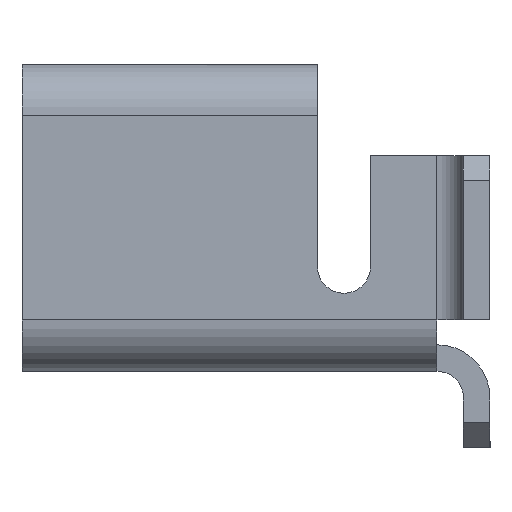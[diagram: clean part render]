
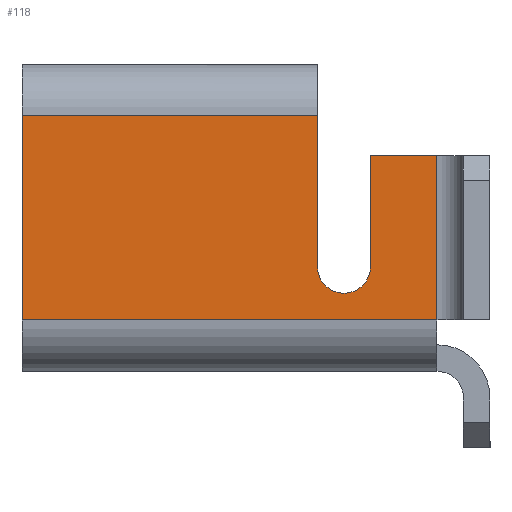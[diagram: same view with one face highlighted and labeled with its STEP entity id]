
A CAD part, left-side view. The second image highlights one B-rep face of the part: STEP entity #118.
In plain terms, the highlighted planar face has unit normal (-1, 0, 0).
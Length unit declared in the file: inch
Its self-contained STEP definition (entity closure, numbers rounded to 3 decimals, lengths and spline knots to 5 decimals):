
#13 = ORIENTED_EDGE ( 'NONE', *, *, #849, .F. ) ;
#72 = VERTEX_POINT ( 'NONE', #808 ) ;
#118 = ADVANCED_FACE ( 'NONE', ( #4332 ), #4395, .F. ) ;
#175 = VECTOR ( 'NONE', #611, 39.37008 ) ;
#281 = DIRECTION ( 'NONE',  ( 0., 0., 1. ) ) ;
#333 = CARTESIAN_POINT ( 'NONE',  ( -0.075, 0.4, 0.154 ) ) ;
#493 = VERTEX_POINT ( 'NONE', #2296 ) ;
#518 = VECTOR ( 'NONE', #842, 39.37008 ) ;
#611 = DIRECTION ( 'NONE',  ( 0., 1., 0. ) ) ;
#620 = VERTEX_POINT ( 'NONE', #2824 ) ;
#643 = LINE ( 'NONE', #2843, #518 ) ;
#718 = DIRECTION ( 'NONE',  ( 1., 0., 0. ) ) ;
#785 = CARTESIAN_POINT ( 'NONE',  ( -0.075, 0.15, 0.13006 ) ) ;
#786 = AXIS2_PLACEMENT_3D ( 'NONE', #3656, #3644, #3614 ) ;
#808 = CARTESIAN_POINT ( 'NONE',  ( -0.075, 0.222, 0.154 ) ) ;
#842 = DIRECTION ( 'NONE',  ( 0., 1., 0. ) ) ;
#849 = EDGE_CURVE ( 'NONE', #2808, #72, #3732, .T. ) ;
#914 = DIRECTION ( 'NONE',  ( 0., 0., 1. ) ) ;
#1075 = DIRECTION ( 'NONE',  ( 0., -1., 0. ) ) ;
#1091 = CARTESIAN_POINT ( 'NONE',  ( -0.075, 0.4, 0.154 ) ) ;
#1139 = VECTOR ( 'NONE', #1075, 39.37008 ) ;
#1189 = LINE ( 'NONE', #2304, #175 ) ;
#1220 = CARTESIAN_POINT ( 'NONE',  ( -0.075, 0.19, 0.06306 ) ) ;
#1237 = CARTESIAN_POINT ( 'NONE',  ( -0.075, 0.222, 0.06306 ) ) ;
#1344 = ORIENTED_EDGE ( 'NONE', *, *, #2947, .F. ) ;
#1363 = EDGE_CURVE ( 'NONE', #2233, #3337, #643, .T. ) ;
#1426 = CARTESIAN_POINT ( 'NONE',  ( -0.075, 0.19, 0.13006 ) ) ;
#1455 = CARTESIAN_POINT ( 'NONE',  ( -0.075, 0.15, 0.031 ) ) ;
#1622 = EDGE_CURVE ( 'NONE', #3337, #2871, #4100, .T. ) ;
#1634 = ORIENTED_EDGE ( 'NONE', *, *, #2662, .T. ) ;
#1716 = DIRECTION ( 'NONE',  ( 1., 0., 0. ) ) ;
#1722 = EDGE_CURVE ( 'NONE', #2871, #493, #2176, .T. ) ;
#1932 = ORIENTED_EDGE ( 'NONE', *, *, #3006, .F. ) ;
#1939 = AXIS2_PLACEMENT_3D ( 'NONE', #2737, #718, #3085 ) ;
#2042 = EDGE_CURVE ( 'NONE', #2233, #3366, #3301, .T. ) ;
#2101 = VECTOR ( 'NONE', #914, 39.37008 ) ;
#2104 = VERTEX_POINT ( 'NONE', #1237 ) ;
#2176 = CIRCLE ( 'NONE', #1939, 0.016 ) ;
#2232 = EDGE_LOOP ( 'NONE', ( #2694, #2396, #1634, #13, #1344, #1932, #2833, #2620, #2702 ) ) ;
#2233 = VERTEX_POINT ( 'NONE', #785 ) ;
#2296 = CARTESIAN_POINT ( 'NONE',  ( -0.075, 0.206, 0.04706 ) ) ;
#2304 = CARTESIAN_POINT ( 'NONE',  ( -0.075, 0.5281, 0.031 ) ) ;
#2396 = ORIENTED_EDGE ( 'NONE', *, *, #3498, .T. ) ;
#2586 = VECTOR ( 'NONE', #281, 39.37008 ) ;
#2620 = ORIENTED_EDGE ( 'NONE', *, *, #1363, .T. ) ;
#2662 = EDGE_CURVE ( 'NONE', #2104, #72, #4409, .T. ) ;
#2694 = ORIENTED_EDGE ( 'NONE', *, *, #1722, .T. ) ;
#2702 = ORIENTED_EDGE ( 'NONE', *, *, #1622, .T. ) ;
#2737 = CARTESIAN_POINT ( 'NONE',  ( -0.075, 0.206, 0.06306 ) ) ;
#2808 = VERTEX_POINT ( 'NONE', #333 ) ;
#2824 = CARTESIAN_POINT ( 'NONE',  ( -0.075, 0.4, 0.031 ) ) ;
#2833 = ORIENTED_EDGE ( 'NONE', *, *, #2042, .F. ) ;
#2843 = CARTESIAN_POINT ( 'NONE',  ( -0.075, 0.15, 0.13006 ) ) ;
#2871 = VERTEX_POINT ( 'NONE', #1220 ) ;
#2947 = EDGE_CURVE ( 'NONE', #620, #2808, #4032, .T. ) ;
#3006 = EDGE_CURVE ( 'NONE', #3366, #620, #1189, .T. ) ;
#3085 = DIRECTION ( 'NONE',  ( 0., 0., -1. ) ) ;
#3179 = VECTOR ( 'NONE', #3723, 39.37008 ) ;
#3188 = VECTOR ( 'NONE', #3950, 39.37008 ) ;
#3301 = LINE ( 'NONE', #3594, #3188 ) ;
#3337 = VERTEX_POINT ( 'NONE', #1426 ) ;
#3366 = VERTEX_POINT ( 'NONE', #1455 ) ;
#3386 = CARTESIAN_POINT ( 'NONE',  ( -0.075, 0.19, 0.13006 ) ) ;
#3394 = AXIS2_PLACEMENT_3D ( 'NONE', #3725, #1716, #4098 ) ;
#3498 = EDGE_CURVE ( 'NONE', #493, #2104, #3719, .T. ) ;
#3594 = CARTESIAN_POINT ( 'NONE',  ( -0.075, 0.15, 0.031 ) ) ;
#3614 = DIRECTION ( 'NONE',  ( 0., 0., -1. ) ) ;
#3644 = DIRECTION ( 'NONE',  ( 1., 0., 0. ) ) ;
#3656 = CARTESIAN_POINT ( 'NONE',  ( -0.075, 0.4, 0.031 ) ) ;
#3667 = CARTESIAN_POINT ( 'NONE',  ( -0.075, 0.222, 0.06306 ) ) ;
#3719 = CIRCLE ( 'NONE', #3394, 0.016 ) ;
#3723 = DIRECTION ( 'NONE',  ( 0., 0., -1. ) ) ;
#3725 = CARTESIAN_POINT ( 'NONE',  ( -0.075, 0.206, 0.06306 ) ) ;
#3732 = LINE ( 'NONE', #1091, #1139 ) ;
#3950 = DIRECTION ( 'NONE',  ( 0., 0., -1. ) ) ;
#3978 = CARTESIAN_POINT ( 'NONE',  ( -0.075, 0.4, 0.15557 ) ) ;
#4032 = LINE ( 'NONE', #3978, #2101 ) ;
#4098 = DIRECTION ( 'NONE',  ( 0., 0., -1. ) ) ;
#4100 = LINE ( 'NONE', #3386, #3179 ) ;
#4332 = FACE_OUTER_BOUND ( 'NONE', #2232, .T. ) ;
#4395 = PLANE ( 'NONE',  #786 ) ;
#4409 = LINE ( 'NONE', #3667, #2586 ) ;
